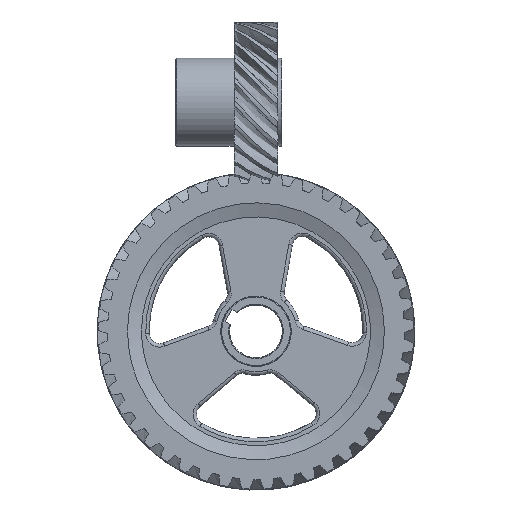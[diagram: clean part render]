
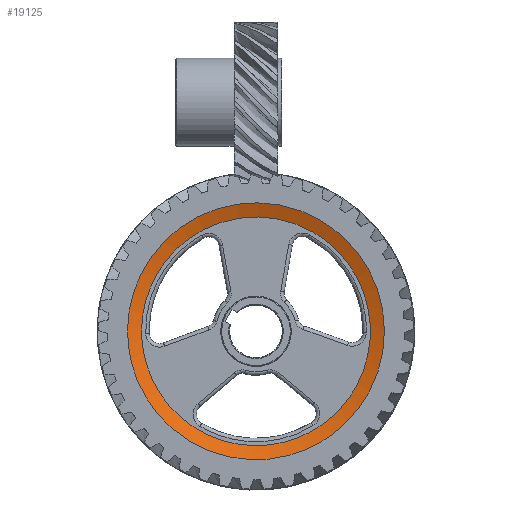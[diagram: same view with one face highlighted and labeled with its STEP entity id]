
A CAD part, top view. The second image highlights one B-rep face of the part: STEP entity #19125.
In plain terms, the highlighted free-form (B-spline) face has degree [2, 1] with [7, 2] control points.
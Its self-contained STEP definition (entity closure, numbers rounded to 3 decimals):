
#19109 = EDGE_CURVE('',#19110,#19110,#19112,.T.);
#19110 = VERTEX_POINT('',#19111);
#19111 = CARTESIAN_POINT('',(40.623,71.102,
    14.022));
#19112 = ( BOUNDED_CURVE() B_SPLINE_CURVE(2,(#19113,#19114,#19115,#19116
    ,#19117,#19118,#19119),.UNSPECIFIED.,.T.,.F.) 
B_SPLINE_CURVE_WITH_KNOTS((1,2,2,2,2,1),(-2.094,0.,
    2.094,4.189,6.283,8.378),
.UNSPECIFIED.) CURVE() GEOMETRIC_REPRESENTATION_ITEM() 
RATIONAL_B_SPLINE_CURVE((1.,0.5,1.,0.5,1.,0.5,1.)) REPRESENTATION_ITEM(
  '') );
#19113 = CARTESIAN_POINT('',(40.623,71.102,
    14.022));
#19114 = CARTESIAN_POINT('',(-82.529,141.464,
    14.022));
#19115 = CARTESIAN_POINT('',(-81.888,-0.37,
    14.022));
#19116 = CARTESIAN_POINT('',(-81.247,-142.204,
    14.022));
#19117 = CARTESIAN_POINT('',(41.264,-70.732,
    14.022));
#19118 = CARTESIAN_POINT('',(163.776,0.74,
    14.022));
#19119 = CARTESIAN_POINT('',(40.623,71.102,
    14.022));
#19125 = ADVANCED_FACE('',(#19126),#19147,.F.);
#19126 = FACE_BOUND('',#19127,.F.);
#19127 = EDGE_LOOP('',(#19128,#19140,#19145,#19146));
#19128 = ORIENTED_EDGE('',*,*,#19129,.T.);
#19129 = EDGE_CURVE('',#19130,#19130,#19132,.T.);
#19130 = VERTEX_POINT('',#19131);
#19131 = CARTESIAN_POINT('',(36.172,63.31,
    10.657));
#19132 = ( BOUNDED_CURVE() B_SPLINE_CURVE(2,(#19133,#19134,#19135,#19136
    ,#19137,#19138,#19139),.UNSPECIFIED.,.T.,.F.) 
B_SPLINE_CURVE_WITH_KNOTS((1,2,2,2,2,1),(-2.094,0.,
    2.094,4.189,6.283,8.378),
.UNSPECIFIED.) CURVE() GEOMETRIC_REPRESENTATION_ITEM() 
RATIONAL_B_SPLINE_CURVE((1.,0.5,1.,0.5,1.,0.5,1.)) REPRESENTATION_ITEM(
  '') );
#19133 = CARTESIAN_POINT('',(36.172,63.31,
    10.657));
#19134 = CARTESIAN_POINT('',(-73.484,125.961,
    10.657));
#19135 = CARTESIAN_POINT('',(-72.914,-0.329,
    10.657));
#19136 = CARTESIAN_POINT('',(-72.343,-126.62,
    10.657));
#19137 = CARTESIAN_POINT('',(36.742,-62.98,
    10.657));
#19138 = CARTESIAN_POINT('',(145.828,0.659,
    10.657));
#19139 = CARTESIAN_POINT('',(36.172,63.31,
    10.657));
#19140 = ORIENTED_EDGE('',*,*,#19141,.T.);
#19141 = EDGE_CURVE('',#19130,#19110,#19142,.T.);
#19142 = B_SPLINE_CURVE_WITH_KNOTS('',1,(#19143,#19144),.UNSPECIFIED.,
  .F.,.F.,(2,2),(-8.544,0.),.PIECEWISE_BEZIER_KNOTS.);
#19143 = CARTESIAN_POINT('',(36.172,63.31,
    10.657));
#19144 = CARTESIAN_POINT('',(40.623,71.102,
    14.022));
#19145 = ORIENTED_EDGE('',*,*,#19109,.F.);
#19146 = ORIENTED_EDGE('',*,*,#19141,.F.);
#19147 = ( BOUNDED_SURFACE() B_SPLINE_SURFACE(2,1,(
    (#19148,#19149)
    ,(#19150,#19151)
    ,(#19152,#19153)
    ,(#19154,#19155)
    ,(#19156,#19157)
    ,(#19158,#19159)
    ,(#19160,#19161
)),.UNSPECIFIED.,.T.,.F.,.F.) B_SPLINE_SURFACE_WITH_KNOTS((1,2,2,2,2,1),
  (2,2),(-2.094,0.,2.094,4.189,6.283,
    8.378),(-8.544,0.),.UNSPECIFIED.) 
GEOMETRIC_REPRESENTATION_ITEM() RATIONAL_B_SPLINE_SURFACE((
    (1.,1.)
    ,(0.5,0.5)
    ,(1.,1.)
    ,(0.5,0.5)
    ,(1.,1.)
    ,(0.5,0.5)
,(1.,1.))) REPRESENTATION_ITEM('') SURFACE() );
#19148 = CARTESIAN_POINT('',(36.172,63.31,
    10.657));
#19149 = CARTESIAN_POINT('',(40.623,71.102,
    14.022));
#19150 = CARTESIAN_POINT('',(-73.484,125.961,
    10.657));
#19151 = CARTESIAN_POINT('',(-82.529,141.464,
    14.022));
#19152 = CARTESIAN_POINT('',(-72.914,-0.329,
    10.657));
#19153 = CARTESIAN_POINT('',(-81.888,-0.37,
    14.022));
#19154 = CARTESIAN_POINT('',(-72.343,-126.62,
    10.657));
#19155 = CARTESIAN_POINT('',(-81.247,-142.204,
    14.022));
#19156 = CARTESIAN_POINT('',(36.742,-62.98,
    10.657));
#19157 = CARTESIAN_POINT('',(41.264,-70.732,
    14.022));
#19158 = CARTESIAN_POINT('',(145.828,0.659,
    10.657));
#19159 = CARTESIAN_POINT('',(163.776,0.74,
    14.022));
#19160 = CARTESIAN_POINT('',(36.172,63.31,
    10.657));
#19161 = CARTESIAN_POINT('',(40.623,71.102,
    14.022));
